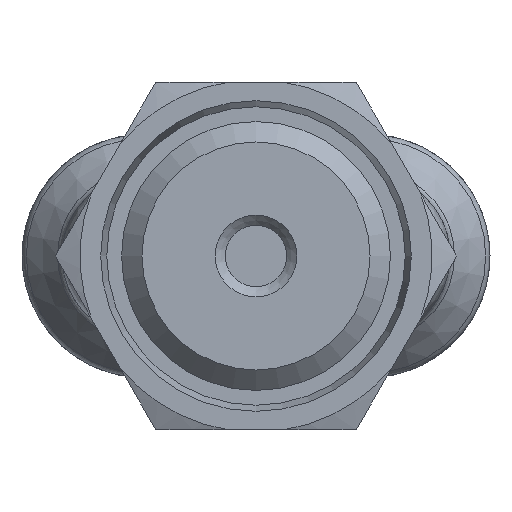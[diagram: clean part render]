
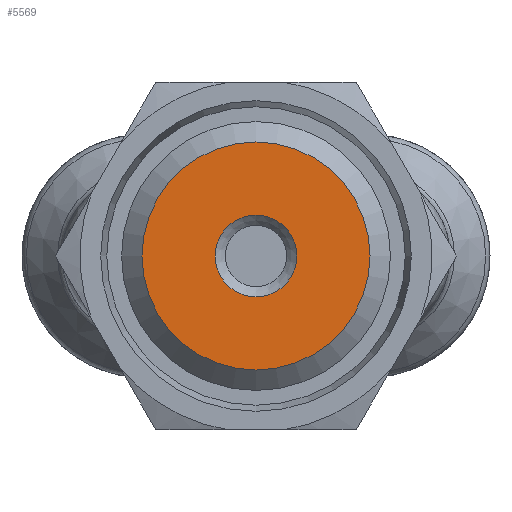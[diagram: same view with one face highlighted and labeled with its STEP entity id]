
A CAD part, front view. The second image highlights one B-rep face of the part: STEP entity #5569.
In plain terms, the highlighted face is planar.
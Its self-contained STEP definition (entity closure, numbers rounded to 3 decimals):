
#5518=CARTESIAN_POINT('',(-24.8,0.,-2.0));
#5519=VERTEX_POINT('',#5518);
#5520=CARTESIAN_POINT('',(-24.8,0.,0.0));
#5521=DIRECTION('',(-1.0,0.0,0.0));
#5522=DIRECTION('',(0.0,0.0,1.0));
#5523=AXIS2_PLACEMENT_3D('',#5520,#5521,#5522);
#5524=CIRCLE('',#5523,2.0);
#5525=EDGE_CURVE('',#5519,#5519,#5524,.T.);
#5550=CARTESIAN_POINT('',(-24.8,3.289,0.0));
#5551=DIRECTION('',(-1.0,0.0,0.0));
#5552=DIRECTION('',(0.0,0.0,1.0));
#5553=AXIS2_PLACEMENT_3D('',#5550,#5551,#5552);
#5554=PLANE('',#5553);
#5555=CARTESIAN_POINT('',(-24.8,5.578,0.));
#5556=VERTEX_POINT('',#5555);
#5557=CARTESIAN_POINT('',(-24.8,0.,0.0));
#5558=DIRECTION('',(1.0,0.0,0.0));
#5559=DIRECTION('',(0.0,-1.0,0.0));
#5560=AXIS2_PLACEMENT_3D('',#5557,#5558,#5559);
#5561=CIRCLE('',#5560,5.579);
#5562=EDGE_CURVE('',#5556,#5556,#5561,.T.);
#5563=ORIENTED_EDGE('',*,*,#5562,.F.);
#5564=EDGE_LOOP('',(#5563));
#5565=FACE_OUTER_BOUND('',#5564,.T.);
#5566=ORIENTED_EDGE('',*,*,#5525,.F.);
#5567=EDGE_LOOP('',(#5566));
#5568=FACE_BOUND('',#5567,.T.);
#5569=ADVANCED_FACE('',(#5565,#5568),#5554,.T.);
